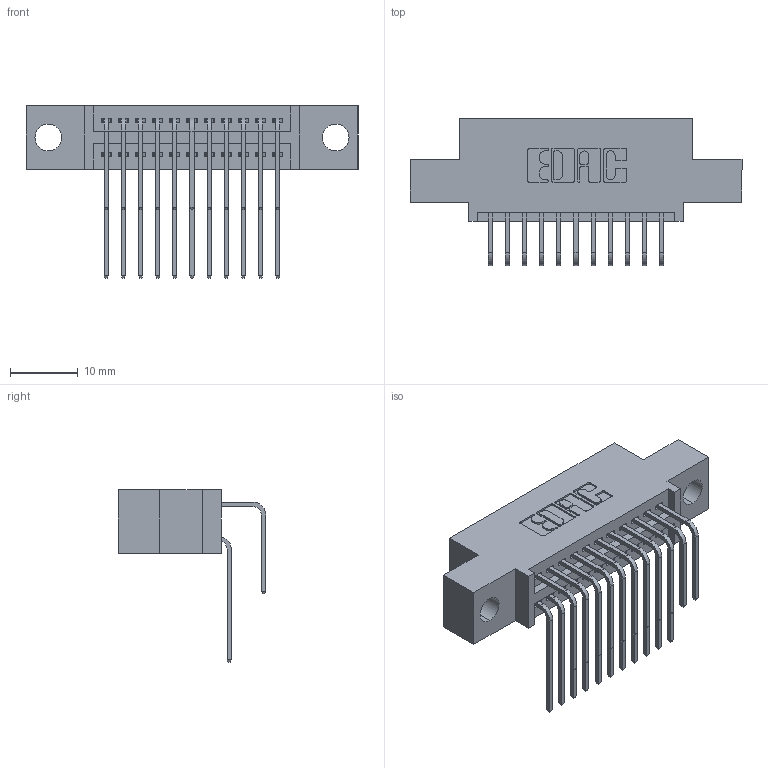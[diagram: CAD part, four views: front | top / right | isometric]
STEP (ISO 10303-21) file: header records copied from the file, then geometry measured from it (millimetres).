
FILE_DESCRIPTION (( 'STEP AP203' ), '1' );
FILE_NAME ('395-022-558-504.STEP', '2021-06-16T19:00:32', ( '' ), ( '' ), 'SwSTEP 2.0', 'SolidWorks 2020', '' );
FILE_SCHEMA (( 'CONFIG_CONTROL_DESIGN' ));
Length unit declared in the file: inch
Products named in the file (4): 345-292-001_558 Tail - 2; 345-292-001_558 559 Tail - 1; 345 Part_0.110 Offset - 0.156 Dia-TI; 395-022-558-504
Assembly tree (23 placements, depth 2):
  395-022-558-504
    345 Part_0.110 Offset - 0.156 Dia-TI
    345-292-001_558 559 Tail - 1  x11
    345-292-001_558 Tail - 2  x11
Bounding box: 49.15 x 21.83 x 25.53 mm (x, y, z)
Volume: 4434.2 mm3; surface area: 6495.3 mm2
Topology: 23 solids, 23 shells, 1288 faces, 3799 edges, 2502 vertices
Faces by surface type: plane 868, cylinder 420
Entity records: 15007 total; most frequent: CARTESIAN_POINT 2597, ORIENTED_EDGE 2478, DIRECTION 2299, EDGE_CURVE 1239, LINE 1023, VECTOR 1023, VERTEX_POINT 822, AXIS2_PLACEMENT_3D 638
